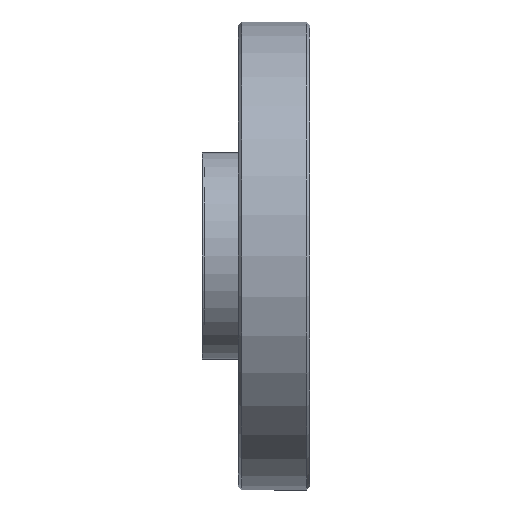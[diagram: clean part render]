
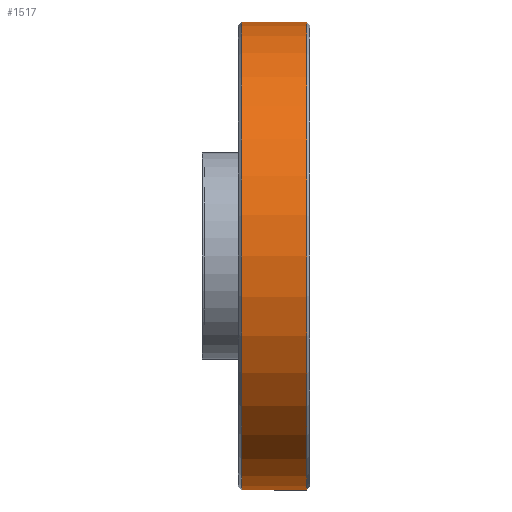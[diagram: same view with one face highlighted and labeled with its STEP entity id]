
A CAD part, left-side view. The second image highlights one B-rep face of the part: STEP entity #1517.
In plain terms, the highlighted cylindrical face has radius 56.769 mm (diameter 113.538 mm), a partial arc.
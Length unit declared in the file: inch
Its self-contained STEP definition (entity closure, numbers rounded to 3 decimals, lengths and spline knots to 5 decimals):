
#3 = VERTEX_POINT ( 'NONE', #1515 ) ;
#65 = ORIENTED_EDGE ( 'NONE', *, *, #138, .F. ) ;
#70 = CARTESIAN_POINT ( 'NONE',  ( 0., 0., -2.235 ) ) ;
#99 = FACE_OUTER_BOUND ( 'NONE', #922, .T. ) ;
#138 = EDGE_CURVE ( 'NONE', #319, #3, #1632, .T. ) ;
#152 = VERTEX_POINT ( 'NONE', #914 ) ;
#182 = VECTOR ( 'NONE', #1456, 39.37008 ) ;
#194 = AXIS2_PLACEMENT_3D ( 'NONE', #393, #1379, #538 ) ;
#211 = DIRECTION ( 'NONE',  ( 0., -1., 0. ) ) ;
#253 = DIRECTION ( 'NONE',  ( 0., 0., 1. ) ) ;
#319 = VERTEX_POINT ( 'NONE', #491 ) ;
#343 = CYLINDRICAL_SURFACE ( 'NONE', #926, 2.235 ) ;
#393 = CARTESIAN_POINT ( 'NONE',  ( 0., -0.65, 0. ) ) ;
#491 = CARTESIAN_POINT ( 'NONE',  ( 0., -0.03, 2.235 ) ) ;
#538 = DIRECTION ( 'NONE',  ( 0., 0., 1. ) ) ;
#573 = EDGE_CURVE ( 'NONE', #319, #152, #875, .T. ) ;
#646 = DIRECTION ( 'NONE',  ( 0., -1., 0. ) ) ;
#671 = AXIS2_PLACEMENT_3D ( 'NONE', #1562, #1472, #253 ) ;
#838 = ORIENTED_EDGE ( 'NONE', *, *, #973, .F. ) ;
#875 = CIRCLE ( 'NONE', #671, 2.235 ) ;
#890 = DIRECTION ( 'NONE',  ( 0., 0., 1. ) ) ;
#912 = CIRCLE ( 'NONE', #194, 2.235 ) ;
#914 = CARTESIAN_POINT ( 'NONE',  ( 0., -0.03, -2.235 ) ) ;
#922 = EDGE_LOOP ( 'NONE', ( #1091, #1171, #838, #65 ) ) ;
#926 = AXIS2_PLACEMENT_3D ( 'NONE', #1101, #211, #890 ) ;
#973 = EDGE_CURVE ( 'NONE', #3, #1033, #912, .T. ) ;
#980 = CARTESIAN_POINT ( 'NONE',  ( 0., 0., 2.235 ) ) ;
#1033 = VERTEX_POINT ( 'NONE', #1405 ) ;
#1091 = ORIENTED_EDGE ( 'NONE', *, *, #573, .T. ) ;
#1101 = CARTESIAN_POINT ( 'NONE',  ( 0., 0., 0. ) ) ;
#1126 = VECTOR ( 'NONE', #646, 39.37008 ) ;
#1171 = ORIENTED_EDGE ( 'NONE', *, *, #1347, .T. ) ;
#1206 = LINE ( 'NONE', #70, #1126 ) ;
#1347 = EDGE_CURVE ( 'NONE', #152, #1033, #1206, .T. ) ;
#1379 = DIRECTION ( 'NONE',  ( 0., -1., 0. ) ) ;
#1405 = CARTESIAN_POINT ( 'NONE',  ( 0., -0.65, -2.235 ) ) ;
#1456 = DIRECTION ( 'NONE',  ( 0., -1., 0. ) ) ;
#1472 = DIRECTION ( 'NONE',  ( 0., -1., 0. ) ) ;
#1515 = CARTESIAN_POINT ( 'NONE',  ( 0., -0.65, 2.235 ) ) ;
#1517 = ADVANCED_FACE ( 'NONE', ( #99 ), #343, .T. ) ;
#1562 = CARTESIAN_POINT ( 'NONE',  ( 0., -0.03, 0. ) ) ;
#1632 = LINE ( 'NONE', #980, #182 ) ;
